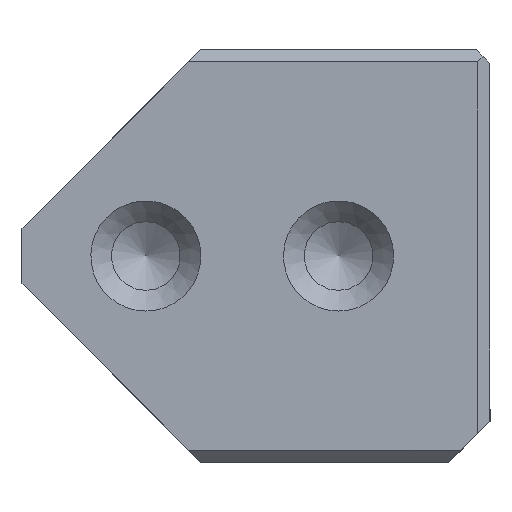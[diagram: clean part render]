
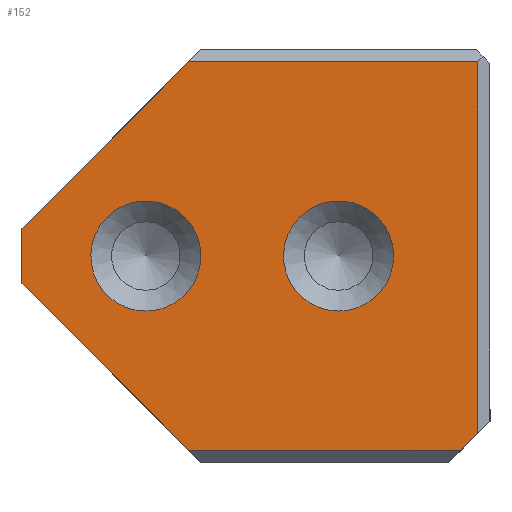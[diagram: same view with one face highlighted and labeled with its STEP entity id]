
A CAD part, left-side view. The second image highlights one B-rep face of the part: STEP entity #152.
In plain terms, the highlighted planar face has unit normal (-1, 0, 0).
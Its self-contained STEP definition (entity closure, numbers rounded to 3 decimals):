
#152=ADVANCED_FACE('',(#433,#434,#435),#290,.T.);
#290=PLANE('',#1915);
#334=LINE('',#2846,#376);
#335=LINE('',#2849,#377);
#336=LINE('',#2851,#378);
#337=LINE('',#2853,#379);
#338=LINE('',#2855,#380);
#339=LINE('',#2857,#381);
#340=LINE('',#2859,#382);
#376=VECTOR('',#2233,1.);
#377=VECTOR('',#2234,1.);
#378=VECTOR('',#2235,1.);
#379=VECTOR('',#2236,1.);
#380=VECTOR('',#2237,1.);
#381=VECTOR('',#2238,1.);
#382=VECTOR('',#2239,1.);
#433=FACE_BOUND('',#730,.T.);
#434=FACE_BOUND('',#731,.T.);
#435=FACE_BOUND('',#732,.T.);
#730=EDGE_LOOP('',(#1040));
#731=EDGE_LOOP('',(#1041));
#732=EDGE_LOOP('',(#1042,#1043,#1044,#1045,#1046,#1047,#1048));
#1040=ORIENTED_EDGE('',*,*,#1588,.T.);
#1041=ORIENTED_EDGE('',*,*,#1589,.T.);
#1042=ORIENTED_EDGE('',*,*,#1590,.T.);
#1043=ORIENTED_EDGE('',*,*,#1591,.T.);
#1044=ORIENTED_EDGE('',*,*,#1592,.T.);
#1045=ORIENTED_EDGE('',*,*,#1593,.F.);
#1046=ORIENTED_EDGE('',*,*,#1594,.T.);
#1047=ORIENTED_EDGE('',*,*,#1595,.T.);
#1048=ORIENTED_EDGE('',*,*,#1596,.T.);
#1412=VERTEX_POINT('',#2843);
#1413=VERTEX_POINT('',#2845);
#1414=VERTEX_POINT('',#2847);
#1415=VERTEX_POINT('',#2848);
#1416=VERTEX_POINT('',#2850);
#1417=VERTEX_POINT('',#2852);
#1418=VERTEX_POINT('',#2854);
#1419=VERTEX_POINT('',#2856);
#1420=VERTEX_POINT('',#2858);
#1588=EDGE_CURVE('',#1412,#1412,#1766,.T.);
#1589=EDGE_CURVE('',#1413,#1413,#1767,.T.);
#1590=EDGE_CURVE('',#1414,#1415,#334,.T.);
#1591=EDGE_CURVE('',#1415,#1416,#335,.T.);
#1592=EDGE_CURVE('',#1416,#1417,#336,.T.);
#1593=EDGE_CURVE('',#1418,#1417,#337,.T.);
#1594=EDGE_CURVE('',#1418,#1419,#338,.T.);
#1595=EDGE_CURVE('',#1419,#1420,#339,.T.);
#1596=EDGE_CURVE('',#1420,#1414,#340,.T.);
#1766=CIRCLE('',#1913,2.);
#1767=CIRCLE('',#1914,2.);
#1913=AXIS2_PLACEMENT_3D('',#2842,#2229,#2230);
#1914=AXIS2_PLACEMENT_3D('',#2844,#2231,#2232);
#1915=AXIS2_PLACEMENT_3D('',#2860,#2240,#2241);
#2229=DIRECTION('',(1.,0.,0.));
#2230=DIRECTION('',(0.,0.,-1.));
#2231=DIRECTION('',(1.,0.,0.));
#2232=DIRECTION('',(0.,0.,-1.));
#2233=DIRECTION('',(0.,0.,1.));
#2234=DIRECTION('',(0.,1.,0.));
#2235=DIRECTION('',(0.,0.707,-0.707));
#2236=DIRECTION('',(0.,0.,1.));
#2237=DIRECTION('',(0.,-0.707,-0.707));
#2238=DIRECTION('',(0.,-1.,0.));
#2239=DIRECTION('',(0.,-0.707,0.707));
#2240=DIRECTION('',(-1.,0.,0.));
#2241=DIRECTION('',(0.,0.,1.));
#2842=CARTESIAN_POINT('',(0.,12.5,7.5));
#2843=CARTESIAN_POINT('',(0.,12.5,5.5));
#2844=CARTESIAN_POINT('',(0.,5.5,7.5));
#2845=CARTESIAN_POINT('',(0.,5.5,5.5));
#2846=CARTESIAN_POINT('',(0.,0.45,0.));
#2847=CARTESIAN_POINT('',(0.,0.45,1.05));
#2848=CARTESIAN_POINT('',(0.,0.45,14.55));
#2849=CARTESIAN_POINT('',(0.,8.5,14.55));
#2850=CARTESIAN_POINT('',(0.,10.95,14.55));
#2851=CARTESIAN_POINT('',(0.,3.858,21.642));
#2852=CARTESIAN_POINT('',(0.,17.,8.5));
#2853=CARTESIAN_POINT('',(0.,17.,0.));
#2854=CARTESIAN_POINT('',(0.,17.,6.5));
#2855=CARTESIAN_POINT('',(0.,18.,7.5));
#2856=CARTESIAN_POINT('',(0.,10.95,0.45));
#2857=CARTESIAN_POINT('',(0.,8.5,0.45));
#2858=CARTESIAN_POINT('',(0.,1.05,0.45));
#2859=CARTESIAN_POINT('',(0.,5.,-3.5));
#2860=CARTESIAN_POINT('',(0.,8.5,0.));
